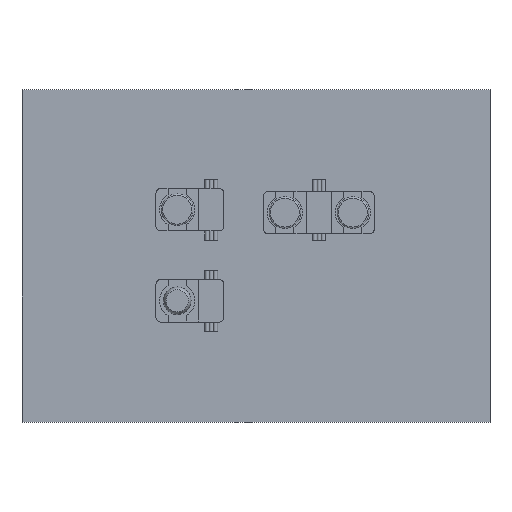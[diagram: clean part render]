
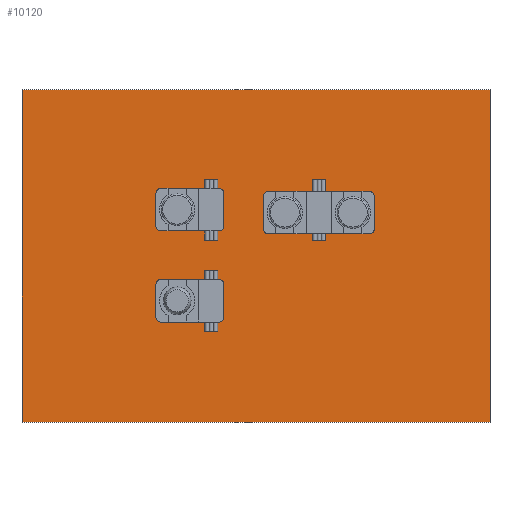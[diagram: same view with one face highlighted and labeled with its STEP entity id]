
A CAD part, top view. The second image highlights one B-rep face of the part: STEP entity #10120.
In plain terms, the highlighted planar face has unit normal (0, 0, 1).
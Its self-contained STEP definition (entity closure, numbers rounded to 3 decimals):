
#9806 = VERTEX_POINT('',#9807);
#9807 = CARTESIAN_POINT('',(-62.324,69.477,8.));
#9814 = PLANE('',#9815);
#9815 = AXIS2_PLACEMENT_3D('',#9816,#9817,#9818);
#9816 = CARTESIAN_POINT('',(-62.324,69.477,0.));
#9817 = DIRECTION('',(0.,1.,0.));
#9818 = DIRECTION('',(1.,0.,0.));
#9826 = PLANE('',#9827);
#9827 = AXIS2_PLACEMENT_3D('',#9828,#9829,#9830);
#9828 = CARTESIAN_POINT('',(-62.324,-39.951,0.));
#9829 = DIRECTION('',(-1.,0.,0.));
#9830 = DIRECTION('',(0.,1.,0.));
#9838 = EDGE_CURVE('',#9806,#9839,#9841,.T.);
#9839 = VERTEX_POINT('',#9840);
#9840 = CARTESIAN_POINT('',(91.85,69.477,8.));
#9841 = SURFACE_CURVE('',#9842,(#9846,#9853),.PCURVE_S1.);
#9842 = LINE('',#9843,#9844);
#9843 = CARTESIAN_POINT('',(-62.324,69.477,8.));
#9844 = VECTOR('',#9845,1.);
#9845 = DIRECTION('',(1.,0.,0.));
#9846 = PCURVE('',#9814,#9847);
#9847 = DEFINITIONAL_REPRESENTATION('',(#9848),#9852);
#9848 = LINE('',#9849,#9850);
#9849 = CARTESIAN_POINT('',(0.,-8.));
#9850 = VECTOR('',#9851,1.);
#9851 = DIRECTION('',(1.,0.));
#9852 = ( GEOMETRIC_REPRESENTATION_CONTEXT(2) 
PARAMETRIC_REPRESENTATION_CONTEXT() REPRESENTATION_CONTEXT('2D SPACE',''
  ) );
#9853 = PCURVE('',#9854,#9859);
#9854 = PLANE('',#9855);
#9855 = AXIS2_PLACEMENT_3D('',#9856,#9857,#9858);
#9856 = CARTESIAN_POINT('',(-62.324,69.477,8.));
#9857 = DIRECTION('',(0.,0.,1.));
#9858 = DIRECTION('',(1.,0.,0.));
#9859 = DEFINITIONAL_REPRESENTATION('',(#9860),#9864);
#9860 = LINE('',#9861,#9862);
#9861 = CARTESIAN_POINT('',(0.,0.));
#9862 = VECTOR('',#9863,1.);
#9863 = DIRECTION('',(1.,0.));
#9864 = ( GEOMETRIC_REPRESENTATION_CONTEXT(2) 
PARAMETRIC_REPRESENTATION_CONTEXT() REPRESENTATION_CONTEXT('2D SPACE',''
  ) );
#9882 = PLANE('',#9883);
#9883 = AXIS2_PLACEMENT_3D('',#9884,#9885,#9886);
#9884 = CARTESIAN_POINT('',(91.85,69.477,0.));
#9885 = DIRECTION('',(1.,0.,-0.));
#9886 = DIRECTION('',(0.,-1.,0.));
#9924 = EDGE_CURVE('',#9839,#9925,#9927,.T.);
#9925 = VERTEX_POINT('',#9926);
#9926 = CARTESIAN_POINT('',(91.85,-39.951,8.));
#9927 = SURFACE_CURVE('',#9928,(#9932,#9939),.PCURVE_S1.);
#9928 = LINE('',#9929,#9930);
#9929 = CARTESIAN_POINT('',(91.85,69.477,8.));
#9930 = VECTOR('',#9931,1.);
#9931 = DIRECTION('',(0.,-1.,0.));
#9932 = PCURVE('',#9882,#9933);
#9933 = DEFINITIONAL_REPRESENTATION('',(#9934),#9938);
#9934 = LINE('',#9935,#9936);
#9935 = CARTESIAN_POINT('',(0.,-8.));
#9936 = VECTOR('',#9937,1.);
#9937 = DIRECTION('',(1.,0.));
#9938 = ( GEOMETRIC_REPRESENTATION_CONTEXT(2) 
PARAMETRIC_REPRESENTATION_CONTEXT() REPRESENTATION_CONTEXT('2D SPACE',''
  ) );
#9939 = PCURVE('',#9854,#9940);
#9940 = DEFINITIONAL_REPRESENTATION('',(#9941),#9945);
#9941 = LINE('',#9942,#9943);
#9942 = CARTESIAN_POINT('',(154.174,0.));
#9943 = VECTOR('',#9944,1.);
#9944 = DIRECTION('',(0.,-1.));
#9945 = ( GEOMETRIC_REPRESENTATION_CONTEXT(2) 
PARAMETRIC_REPRESENTATION_CONTEXT() REPRESENTATION_CONTEXT('2D SPACE',''
  ) );
#9963 = PLANE('',#9964);
#9964 = AXIS2_PLACEMENT_3D('',#9965,#9966,#9967);
#9965 = CARTESIAN_POINT('',(91.85,-39.951,0.));
#9966 = DIRECTION('',(0.,-1.,0.));
#9967 = DIRECTION('',(-1.,0.,0.));
#10000 = EDGE_CURVE('',#9925,#10001,#10003,.T.);
#10001 = VERTEX_POINT('',#10002);
#10002 = CARTESIAN_POINT('',(-62.324,-39.951,8.));
#10003 = SURFACE_CURVE('',#10004,(#10008,#10015),.PCURVE_S1.);
#10004 = LINE('',#10005,#10006);
#10005 = CARTESIAN_POINT('',(91.85,-39.951,8.));
#10006 = VECTOR('',#10007,1.);
#10007 = DIRECTION('',(-1.,0.,0.));
#10008 = PCURVE('',#9963,#10009);
#10009 = DEFINITIONAL_REPRESENTATION('',(#10010),#10014);
#10010 = LINE('',#10011,#10012);
#10011 = CARTESIAN_POINT('',(0.,-8.));
#10012 = VECTOR('',#10013,1.);
#10013 = DIRECTION('',(1.,0.));
#10014 = ( GEOMETRIC_REPRESENTATION_CONTEXT(2) 
PARAMETRIC_REPRESENTATION_CONTEXT() REPRESENTATION_CONTEXT('2D SPACE',''
  ) );
#10015 = PCURVE('',#9854,#10016);
#10016 = DEFINITIONAL_REPRESENTATION('',(#10017),#10021);
#10017 = LINE('',#10018,#10019);
#10018 = CARTESIAN_POINT('',(154.174,-109.428));
#10019 = VECTOR('',#10020,1.);
#10020 = DIRECTION('',(-1.,0.));
#10021 = ( GEOMETRIC_REPRESENTATION_CONTEXT(2) 
PARAMETRIC_REPRESENTATION_CONTEXT() REPRESENTATION_CONTEXT('2D SPACE',''
  ) );
#10071 = EDGE_CURVE('',#10001,#9806,#10072,.T.);
#10072 = SURFACE_CURVE('',#10073,(#10077,#10084),.PCURVE_S1.);
#10073 = LINE('',#10074,#10075);
#10074 = CARTESIAN_POINT('',(-62.324,-39.951,8.));
#10075 = VECTOR('',#10076,1.);
#10076 = DIRECTION('',(0.,1.,0.));
#10077 = PCURVE('',#9826,#10078);
#10078 = DEFINITIONAL_REPRESENTATION('',(#10079),#10083);
#10079 = LINE('',#10080,#10081);
#10080 = CARTESIAN_POINT('',(0.,-8.));
#10081 = VECTOR('',#10082,1.);
#10082 = DIRECTION('',(1.,0.));
#10083 = ( GEOMETRIC_REPRESENTATION_CONTEXT(2) 
PARAMETRIC_REPRESENTATION_CONTEXT() REPRESENTATION_CONTEXT('2D SPACE',''
  ) );
#10084 = PCURVE('',#9854,#10085);
#10085 = DEFINITIONAL_REPRESENTATION('',(#10086),#10090);
#10086 = LINE('',#10087,#10088);
#10087 = CARTESIAN_POINT('',(0.,-109.428));
#10088 = VECTOR('',#10089,1.);
#10089 = DIRECTION('',(0.,1.));
#10090 = ( GEOMETRIC_REPRESENTATION_CONTEXT(2) 
PARAMETRIC_REPRESENTATION_CONTEXT() REPRESENTATION_CONTEXT('2D SPACE',''
  ) );
#10120 = ADVANCED_FACE('',(#10121),#9854,.T.);
#10121 = FACE_BOUND('',#10122,.F.);
#10122 = EDGE_LOOP('',(#10123,#10124,#10125,#10126));
#10123 = ORIENTED_EDGE('',*,*,#9838,.T.);
#10124 = ORIENTED_EDGE('',*,*,#9924,.T.);
#10125 = ORIENTED_EDGE('',*,*,#10000,.T.);
#10126 = ORIENTED_EDGE('',*,*,#10071,.T.);
